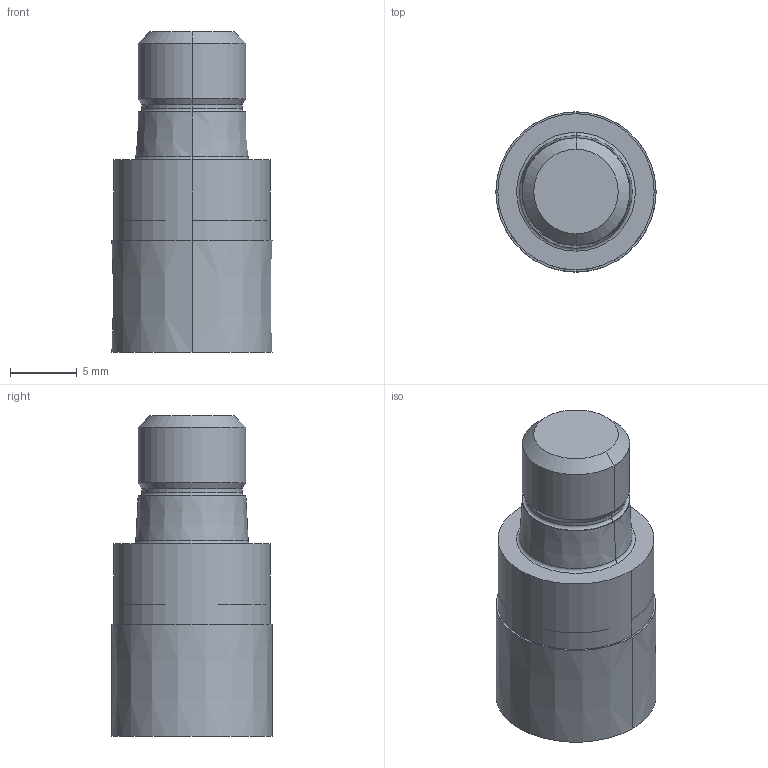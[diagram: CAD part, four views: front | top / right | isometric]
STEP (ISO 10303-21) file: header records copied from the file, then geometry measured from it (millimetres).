
FILE_DESCRIPTION(('no description'),'unknown implementation level');
FILE_NAME('solidJncf5mPo5O2XkHaRJq6FZ8nlHsM_1.STP',' ',('CIMSOURCE GmbH'),('CADClick - KiM GmbH - www.kimweb.de'),'unknown preprocess','ACIS','unknown authorization');
FILE_SCHEMA(('automotive_design'));
Length unit declared in the file: millimetre
Products named in the file (2): 1; 2
Bounding box: 12 x 12 x 24 mm (x, y, z)
Volume: 2074.4 mm3; surface area: 1453 mm2
Topology: 2 solids, 2 shells, 36 faces, 70 edges, 42 vertices
Faces by surface type: cylinder 12, cone 12, plane 8, torus 4
Entity records: 1845 total; most frequent: DIRECTION 200, CARTESIAN_POINT 154, STYLED_ITEM 150, PRESENTATION_STYLE_ASSIGNMENT 150, COLOUR_RGB 150, ORIENTED_EDGE 140, AXIS2_PLACEMENT_3D 88, EDGE_CURVE 70
